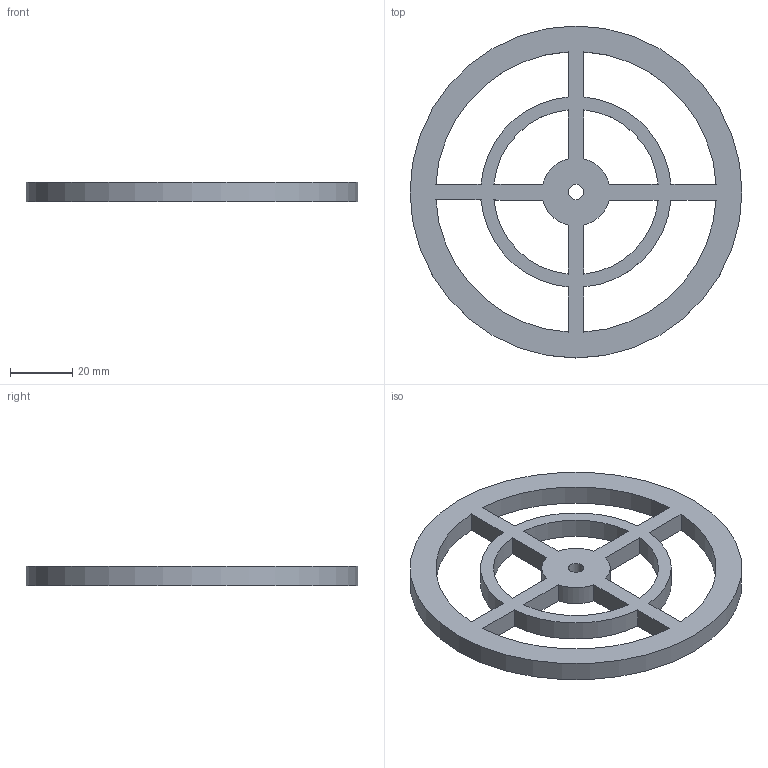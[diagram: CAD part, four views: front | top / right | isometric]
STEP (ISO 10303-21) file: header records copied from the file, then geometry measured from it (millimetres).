
FILE_DESCRIPTION(/* description */ (''),/* implementation_level */ '2;1');
FILE_NAME(/* name */ 'Wheel.stp',/* time_stamp */ '2024-11-06T23:55:24-06:00',/* author */ ('paulj'),/* organization */ (''),/* preprocessor_version */ 'ST-DEVELOPER v20',/* originating_system */ 'Autodesk Inventor 2025',/* authorisation */ '');
FILE_SCHEMA (('AUTOMOTIVE_DESIGN { 1 0 10303 214 3 1 1 }'));
Length unit declared in the file: inch
Products named in the file (1): Wheel
Bounding box: 107.02 x 107.02 x 6.35 mm (x, y, z)
Volume: 27237.8 mm3; surface area: 16361.6 mm2
Topology: 1 solids, 1 shells, 36 faces, 102 edges, 69 vertices
Faces by surface type: plane 18, cylinder 18
Full cylindrical faces by diameter (mm): 4.978 x1, 107.022 x1
Entity records: 1274 total; most frequent: DIRECTION 212, CARTESIAN_POINT 208, ORIENTED_EDGE 204, EDGE_CURVE 102, AXIS2_PLACEMENT_3D 73, VERTEX_POINT 68, LINE 66, VECTOR 66
